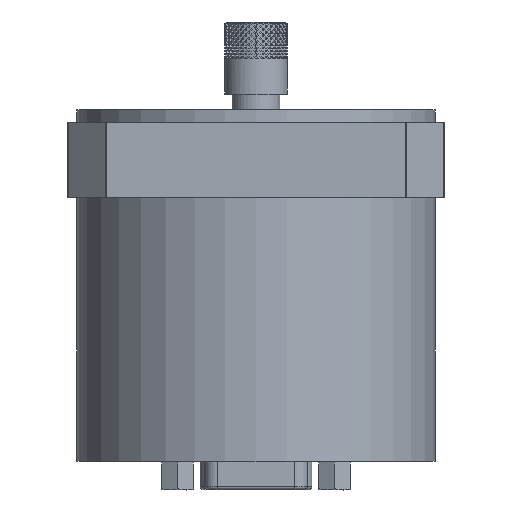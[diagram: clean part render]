
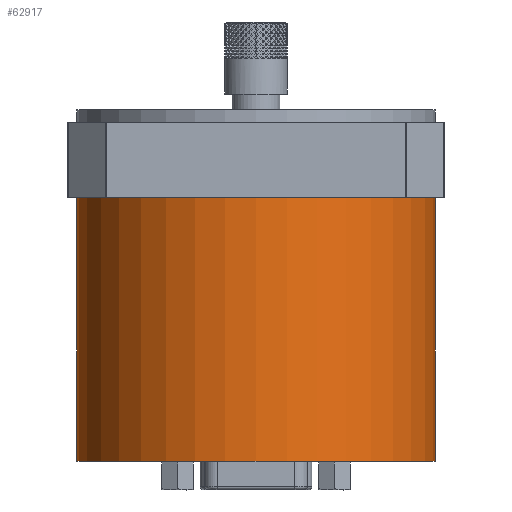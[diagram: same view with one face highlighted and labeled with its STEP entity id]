
A CAD part, front view. The second image highlights one B-rep face of the part: STEP entity #62917.
In plain terms, the highlighted cylindrical face has radius 28.575 mm (diameter 57.15 mm), a full revolution.
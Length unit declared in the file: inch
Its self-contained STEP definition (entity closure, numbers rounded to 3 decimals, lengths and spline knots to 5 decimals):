
#3090=CYLINDRICAL_SURFACE('',#65950,1.125);
#4889=LINE('',#149035,#6479);
#6479=VECTOR('',#73557,1.125);
#16598=FACE_OUTER_BOUND('',#20685,.T.);
#20685=EDGE_LOOP('',(#55198,#55199,#55200,#55201));
#21968=CIRCLE('',#65951,1.125);
#21969=CIRCLE('',#65952,1.125);
#27890=VERTEX_POINT('',#149032);
#27891=VERTEX_POINT('',#149034);
#37001=EDGE_CURVE('',#27890,#27890,#21968,.T.);
#37002=EDGE_CURVE('',#27890,#27891,#4889,.T.);
#37003=EDGE_CURVE('',#27891,#27891,#21969,.T.);
#55198=ORIENTED_EDGE('',*,*,#37001,.F.);
#55199=ORIENTED_EDGE('',*,*,#37002,.T.);
#55200=ORIENTED_EDGE('',*,*,#37003,.F.);
#55201=ORIENTED_EDGE('',*,*,#37002,.F.);
#62917=ADVANCED_FACE('',(#16598),#3090,.T.);
#65950=AXIS2_PLACEMENT_3D('',#149031,#73553,#73554);
#65951=AXIS2_PLACEMENT_3D('',#149033,#73555,#73556);
#65952=AXIS2_PLACEMENT_3D('',#149036,#73558,#73559);
#73553=DIRECTION('center_axis',(0.,0.,-1.));
#73554=DIRECTION('ref_axis',(-1.,0.,0.));
#73555=DIRECTION('center_axis',(0.,0.,-1.));
#73556=DIRECTION('ref_axis',(-1.,0.,0.));
#73557=DIRECTION('',(0.,0.,1.));
#73558=DIRECTION('center_axis',(0.,0.,1.));
#73559=DIRECTION('ref_axis',(-1.,0.,0.));
#149031=CARTESIAN_POINT('Origin',(0.,0.,0.));
#149032=CARTESIAN_POINT('',(1.125,0.,-1.65));
#149033=CARTESIAN_POINT('Origin',(0.,0.,-1.65));
#149034=CARTESIAN_POINT('',(1.125,0.,0.));
#149035=CARTESIAN_POINT('',(1.125,0.,0.));
#149036=CARTESIAN_POINT('Origin',(0.,0.,0.));
